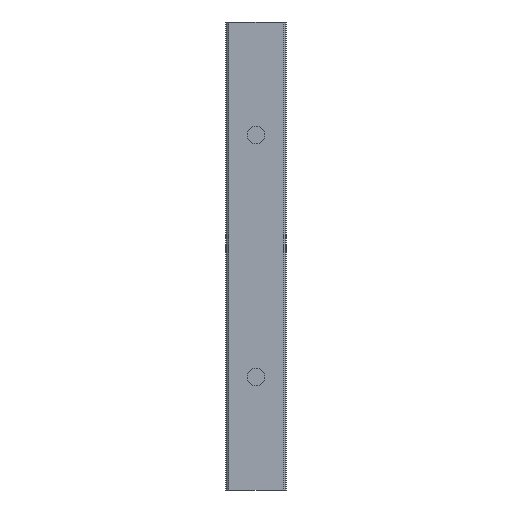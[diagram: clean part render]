
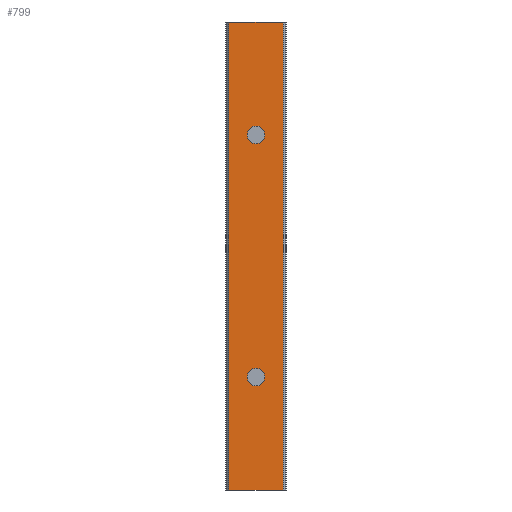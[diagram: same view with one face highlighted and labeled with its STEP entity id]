
A CAD part, front view. The second image highlights one B-rep face of the part: STEP entity #799.
In plain terms, the highlighted planar face has unit normal (0, -1, 0).
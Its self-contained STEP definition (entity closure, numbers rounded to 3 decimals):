
#64 = DIRECTION ( 'NONE',  ( 1., 0., 0. ) ) ;
#65 = DIRECTION ( 'NONE',  ( 0., -1., 0. ) ) ;
#78 = VERTEX_POINT ( 'NONE', #1123 ) ;
#81 = VERTEX_POINT ( 'NONE', #92 ) ;
#92 = CARTESIAN_POINT ( 'NONE',  ( -6.7, 0., 0. ) ) ;
#116 = PLANE ( 'NONE',  #1409 ) ;
#125 = CARTESIAN_POINT ( 'NONE',  ( 6.7, 0., -116. ) ) ;
#169 = ORIENTED_EDGE ( 'NONE', *, *, #1259, .F. ) ;
#221 = ORIENTED_EDGE ( 'NONE', *, *, #1292, .T. ) ;
#223 = ORIENTED_EDGE ( 'NONE', *, *, #1383, .F. ) ;
#302 = ORIENTED_EDGE ( 'NONE', *, *, #1257, .T. ) ;
#303 = EDGE_LOOP ( 'NONE', ( #169, #223, #345, #302 ) ) ;
#314 = EDGE_LOOP ( 'NONE', ( #395 ) ) ;
#345 = ORIENTED_EDGE ( 'NONE', *, *, #1263, .T. ) ;
#392 = EDGE_LOOP ( 'NONE', ( #221 ) ) ;
#395 = ORIENTED_EDGE ( 'NONE', *, *, #1367, .T. ) ;
#457 = CARTESIAN_POINT ( 'NONE',  ( -6.7, 0., -116. ) ) ;
#475 = CARTESIAN_POINT ( 'NONE',  ( 6.7, 0., -116. ) ) ;
#631 = FACE_OUTER_BOUND ( 'NONE', #303, .T. ) ;
#633 = FACE_BOUND ( 'NONE', #392, .T. ) ;
#641 = FACE_BOUND ( 'NONE', #314, .T. ) ;
#665 = LINE ( 'NONE', #1593, #677 ) ;
#668 = LINE ( 'NONE', #1588, #674 ) ;
#674 = VECTOR ( 'NONE', #1589, 1000. ) ;
#677 = VECTOR ( 'NONE', #1594, 1000. ) ;
#685 = LINE ( 'NONE', #1603, #686 ) ;
#686 = VECTOR ( 'NONE', #1604, 1000. ) ;
#736 = CIRCLE ( 'NONE', #1445, 2.2 ) ;
#799 = ADVANCED_FACE ( 'NONE', ( #633, #631, #641 ), #116, .T. ) ;
#810 = DIRECTION ( 'NONE',  ( 0., 1., 0. ) ) ;
#811 = DIRECTION ( 'NONE',  ( 0., 0., 1. ) ) ;
#837 = CARTESIAN_POINT ( 'NONE',  ( -6.7, 0., -116. ) ) ;
#848 = DIRECTION ( 'NONE',  ( 0., 0., 1. ) ) ;
#1051 = VERTEX_POINT ( 'NONE', #1052 ) ;
#1052 = CARTESIAN_POINT ( 'NONE',  ( 0., 0., -25.8 ) ) ;
#1053 = VERTEX_POINT ( 'NONE', #1054 ) ;
#1054 = CARTESIAN_POINT ( 'NONE',  ( 0., 0., -85.8 ) ) ;
#1123 = CARTESIAN_POINT ( 'NONE',  ( 6.7, 0., 0. ) ) ;
#1148 = VERTEX_POINT ( 'NONE', #475 ) ;
#1158 = VERTEX_POINT ( 'NONE', #457 ) ;
#1257 = EDGE_CURVE ( 'NONE', #1148, #78, #668, .T. ) ;
#1259 = EDGE_CURVE ( 'NONE', #81, #78, #665, .T. ) ;
#1263 = EDGE_CURVE ( 'NONE', #1158, #1148, #685, .T. ) ;
#1292 = EDGE_CURVE ( 'NONE', #1051, #1051, #736, .T. ) ;
#1367 = EDGE_CURVE ( 'NONE', #1053, #1053, #1916, .T. ) ;
#1383 = EDGE_CURVE ( 'NONE', #1158, #81, #1939, .T. ) ;
#1409 = AXIS2_PLACEMENT_3D ( 'NONE', #125, #65, #64 ) ;
#1445 = AXIS2_PLACEMENT_3D ( 'NONE', #1669, #1671, #1672 ) ;
#1476 = AXIS2_PLACEMENT_3D ( 'NONE', #1844, #810, #811 ) ;
#1588 = CARTESIAN_POINT ( 'NONE',  ( 6.7, 0., -116. ) ) ;
#1589 = DIRECTION ( 'NONE',  ( 0., 0., 1. ) ) ;
#1593 = CARTESIAN_POINT ( 'NONE',  ( 6.7, 0., 0. ) ) ;
#1594 = DIRECTION ( 'NONE',  ( 1., 0., 0. ) ) ;
#1603 = CARTESIAN_POINT ( 'NONE',  ( 6.7, 0., -116. ) ) ;
#1604 = DIRECTION ( 'NONE',  ( 1., 0., 0. ) ) ;
#1669 = CARTESIAN_POINT ( 'NONE',  ( 0., 0., -28. ) ) ;
#1671 = DIRECTION ( 'NONE',  ( 0., 1., 0. ) ) ;
#1672 = DIRECTION ( 'NONE',  ( 0., 0., 1. ) ) ;
#1844 = CARTESIAN_POINT ( 'NONE',  ( 0., 0., -88. ) ) ;
#1916 = CIRCLE ( 'NONE', #1476, 2.2 ) ;
#1939 = LINE ( 'NONE', #837, #1941 ) ;
#1941 = VECTOR ( 'NONE', #848, 1000. ) ;
